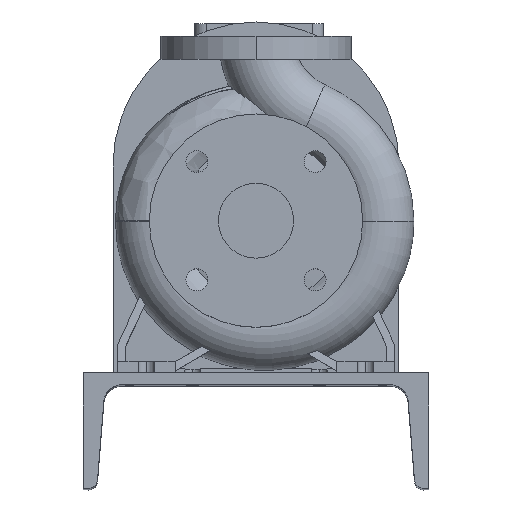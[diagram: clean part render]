
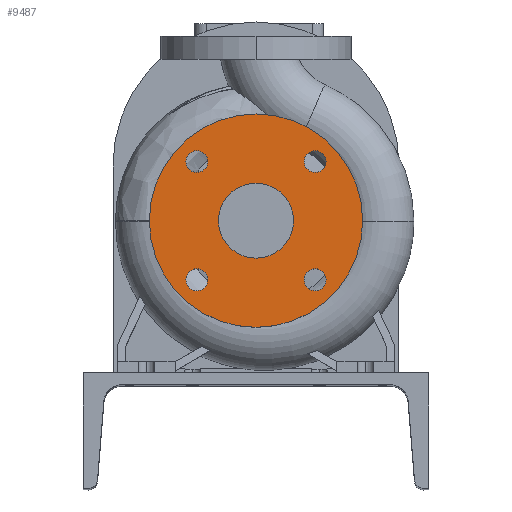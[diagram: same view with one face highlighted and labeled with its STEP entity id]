
A CAD part, top view. The second image highlights one B-rep face of the part: STEP entity #9487.
In plain terms, the highlighted planar face has unit normal (0, 0, 1).
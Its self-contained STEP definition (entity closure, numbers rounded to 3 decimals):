
#42 = VERTEX_POINT ( 'NONE', #15529 ) ;
#97 = AXIS2_PLACEMENT_3D ( 'NONE', #11907, #8930, #10607 ) ;
#130 = CIRCLE ( 'NONE', #18621, 9.5 ) ;
#614 = DIRECTION ( 'NONE',  ( 0., -1., 0. ) ) ;
#650 = CARTESIAN_POINT ( 'NONE',  ( -51.265, -60.765, 100. ) ) ;
#809 = AXIS2_PLACEMENT_3D ( 'NONE', #4291, #8877, #4000 ) ;
#862 = AXIS2_PLACEMENT_3D ( 'NONE', #15560, #9869, #6762 ) ;
#1314 = EDGE_CURVE ( 'NONE', #4821, #16856, #9681, .T. ) ;
#1329 = EDGE_CURVE ( 'NONE', #42, #14185, #5857, .T. ) ;
#1340 = DIRECTION ( 'NONE',  ( 0., 0., 1. ) ) ;
#1453 = ORIENTED_EDGE ( 'NONE', *, *, #9352, .F. ) ;
#1585 = EDGE_CURVE ( 'NONE', #5058, #12472, #130, .T. ) ;
#1616 = CARTESIAN_POINT ( 'NONE',  ( 0., 0., 100. ) ) ;
#1713 = FACE_BOUND ( 'NONE', #11073, .T. ) ;
#1798 = ORIENTED_EDGE ( 'NONE', *, *, #10290, .F. ) ;
#1937 = DIRECTION ( 'NONE',  ( 1., 0., 0. ) ) ;
#2002 = AXIS2_PLACEMENT_3D ( 'NONE', #2113, #8201, #614 ) ;
#2113 = CARTESIAN_POINT ( 'NONE',  ( -51.265, 51.265, 100. ) ) ;
#2190 = CARTESIAN_POINT ( 'NONE',  ( 51.265, -60.765, 100. ) ) ;
#2230 = ORIENTED_EDGE ( 'NONE', *, *, #1585, .F. ) ;
#2424 = EDGE_CURVE ( 'NONE', #12472, #5058, #14174, .T. ) ;
#2833 = DIRECTION ( 'NONE',  ( 0., 0., 1. ) ) ;
#2962 = CARTESIAN_POINT ( 'NONE',  ( 0., 92.5, 100. ) ) ;
#2979 = CIRCLE ( 'NONE', #2002, 9.5 ) ;
#3056 = CIRCLE ( 'NONE', #809, 9.5 ) ;
#3144 = EDGE_CURVE ( 'NONE', #12851, #11902, #3056, .T. ) ;
#3402 = ORIENTED_EDGE ( 'NONE', *, *, #5195, .F. ) ;
#3430 = AXIS2_PLACEMENT_3D ( 'NONE', #10316, #1340, #10417 ) ;
#3610 = DIRECTION ( 'NONE',  ( 0., 1., 0. ) ) ;
#3857 = CARTESIAN_POINT ( 'NONE',  ( 60.765, 51.265, 100. ) ) ;
#4000 = DIRECTION ( 'NONE',  ( 0., -1., 0. ) ) ;
#4291 = CARTESIAN_POINT ( 'NONE',  ( -51.265, 51.265, 100. ) ) ;
#4611 = CARTESIAN_POINT ( 'NONE',  ( -51.265, -51.265, 100. ) ) ;
#4623 = EDGE_CURVE ( 'NONE', #17328, #18556, #19049, .T. ) ;
#4716 = FACE_BOUND ( 'NONE', #9594, .T. ) ;
#4821 = VERTEX_POINT ( 'NONE', #2962 ) ;
#4841 = CARTESIAN_POINT ( 'NONE',  ( -51.265, 60.765, 100. ) ) ;
#4940 = VERTEX_POINT ( 'NONE', #650 ) ;
#5058 = VERTEX_POINT ( 'NONE', #3857 ) ;
#5074 = AXIS2_PLACEMENT_3D ( 'NONE', #1616, #12395, #15684 ) ;
#5106 = FACE_BOUND ( 'NONE', #7512, .T. ) ;
#5195 = EDGE_CURVE ( 'NONE', #4940, #12270, #16512, .T. ) ;
#5579 = AXIS2_PLACEMENT_3D ( 'NONE', #17207, #7820, #1937 ) ;
#5857 = CIRCLE ( 'NONE', #97, 9.5 ) ;
#6375 = CIRCLE ( 'NONE', #18150, 9.5 ) ;
#6725 = CARTESIAN_POINT ( 'NONE',  ( 0., -32.5, 100. ) ) ;
#6762 = DIRECTION ( 'NONE',  ( 0., -1., 0. ) ) ;
#7512 = EDGE_LOOP ( 'NONE', ( #2230, #18089 ) ) ;
#7802 = CARTESIAN_POINT ( 'NONE',  ( 0., 92.5, 100. ) ) ;
#7820 = DIRECTION ( 'NONE',  ( 0., 0., 1. ) ) ;
#7906 = FACE_OUTER_BOUND ( 'NONE', #8235, .T. ) ;
#8001 = PLANE ( 'NONE',  #17842 ) ;
#8201 = DIRECTION ( 'NONE',  ( 0., 0., 1. ) ) ;
#8235 = EDGE_LOOP ( 'NONE', ( #17517, #14345 ) ) ;
#8512 = CARTESIAN_POINT ( 'NONE',  ( 51.265, 51.265, 100. ) ) ;
#8682 = CIRCLE ( 'NONE', #9955, 32.5 ) ;
#8720 = AXIS2_PLACEMENT_3D ( 'NONE', #18097, #18290, #15099 ) ;
#8877 = DIRECTION ( 'NONE',  ( 0., 0., 1. ) ) ;
#8930 = DIRECTION ( 'NONE',  ( 0., 0., 1. ) ) ;
#8994 = EDGE_CURVE ( 'NONE', #16856, #4821, #13684, .T. ) ;
#9352 = EDGE_CURVE ( 'NONE', #12270, #4940, #6375, .T. ) ;
#9487 = ADVANCED_FACE ( 'NONE', ( #4716, #7906, #5106, #10993, #1713, #15598 ), #8001, .F. ) ;
#9594 = EDGE_LOOP ( 'NONE', ( #12029, #1798 ) ) ;
#9681 = CIRCLE ( 'NONE', #8720, 92.5 ) ;
#9813 = DIRECTION ( 'NONE',  ( 0., -1., 0. ) ) ;
#9869 = DIRECTION ( 'NONE',  ( 0., 0., 1. ) ) ;
#9955 = AXIS2_PLACEMENT_3D ( 'NONE', #11988, #12090, #13493 ) ;
#10121 = ORIENTED_EDGE ( 'NONE', *, *, #15068, .F. ) ;
#10290 = EDGE_CURVE ( 'NONE', #18556, #17328, #8682, .T. ) ;
#10316 = CARTESIAN_POINT ( 'NONE',  ( -51.265, -51.265, 100. ) ) ;
#10417 = DIRECTION ( 'NONE',  ( 0., -1., 0. ) ) ;
#10607 = DIRECTION ( 'NONE',  ( 0., -1., 0. ) ) ;
#10694 = DIRECTION ( 'NONE',  ( 0., -1., 0. ) ) ;
#10993 = FACE_BOUND ( 'NONE', #19529, .T. ) ;
#11073 = EDGE_LOOP ( 'NONE', ( #3402, #1453 ) ) ;
#11193 = DIRECTION ( 'NONE',  ( 0., 0., -1. ) ) ;
#11692 = DIRECTION ( 'NONE',  ( 0., 0., 1. ) ) ;
#11816 = EDGE_CURVE ( 'NONE', #11902, #12851, #2979, .T. ) ;
#11902 = VERTEX_POINT ( 'NONE', #16479 ) ;
#11907 = CARTESIAN_POINT ( 'NONE',  ( 51.265, -51.265, 100. ) ) ;
#11988 = CARTESIAN_POINT ( 'NONE',  ( 0., 0., 100. ) ) ;
#12029 = ORIENTED_EDGE ( 'NONE', *, *, #4623, .F. ) ;
#12090 = DIRECTION ( 'NONE',  ( 0., 0., 1. ) ) ;
#12193 = EDGE_LOOP ( 'NONE', ( #10121, #12455 ) ) ;
#12270 = VERTEX_POINT ( 'NONE', #16559 ) ;
#12395 = DIRECTION ( 'NONE',  ( 0., 0., 1. ) ) ;
#12455 = ORIENTED_EDGE ( 'NONE', *, *, #1329, .F. ) ;
#12472 = VERTEX_POINT ( 'NONE', #18335 ) ;
#12598 = CIRCLE ( 'NONE', #18988, 9.5 ) ;
#12851 = VERTEX_POINT ( 'NONE', #4841 ) ;
#13493 = DIRECTION ( 'NONE',  ( 0., -1., 0. ) ) ;
#13684 = CIRCLE ( 'NONE', #5074, 92.5 ) ;
#14174 = CIRCLE ( 'NONE', #5579, 9.5 ) ;
#14185 = VERTEX_POINT ( 'NONE', #2190 ) ;
#14345 = ORIENTED_EDGE ( 'NONE', *, *, #1314, .T. ) ;
#14456 = CARTESIAN_POINT ( 'NONE',  ( 0., -92.5, 100. ) ) ;
#14595 = DIRECTION ( 'NONE',  ( 1., 0., 0. ) ) ;
#14600 = CARTESIAN_POINT ( 'NONE',  ( 51.265, -51.265, 100. ) ) ;
#15068 = EDGE_CURVE ( 'NONE', #14185, #42, #12598, .T. ) ;
#15099 = DIRECTION ( 'NONE',  ( 0., -1., 0. ) ) ;
#15529 = CARTESIAN_POINT ( 'NONE',  ( 51.265, -41.765, 100. ) ) ;
#15560 = CARTESIAN_POINT ( 'NONE',  ( 0., 0., 100. ) ) ;
#15598 = FACE_BOUND ( 'NONE', #12193, .T. ) ;
#15684 = DIRECTION ( 'NONE',  ( 0., -1., 0. ) ) ;
#16006 = DIRECTION ( 'NONE',  ( 0., 0., 1. ) ) ;
#16037 = ORIENTED_EDGE ( 'NONE', *, *, #11816, .F. ) ;
#16479 = CARTESIAN_POINT ( 'NONE',  ( -51.265, 41.765, 100. ) ) ;
#16512 = CIRCLE ( 'NONE', #3430, 9.5 ) ;
#16559 = CARTESIAN_POINT ( 'NONE',  ( -51.265, -41.765, 100. ) ) ;
#16856 = VERTEX_POINT ( 'NONE', #14456 ) ;
#17207 = CARTESIAN_POINT ( 'NONE',  ( 51.265, 51.265, 100. ) ) ;
#17328 = VERTEX_POINT ( 'NONE', #6725 ) ;
#17517 = ORIENTED_EDGE ( 'NONE', *, *, #8994, .T. ) ;
#17842 = AXIS2_PLACEMENT_3D ( 'NONE', #7802, #11193, #3610 ) ;
#18089 = ORIENTED_EDGE ( 'NONE', *, *, #2424, .F. ) ;
#18097 = CARTESIAN_POINT ( 'NONE',  ( 0., 0., 100. ) ) ;
#18150 = AXIS2_PLACEMENT_3D ( 'NONE', #4611, #2833, #10694 ) ;
#18290 = DIRECTION ( 'NONE',  ( 0., 0., 1. ) ) ;
#18335 = CARTESIAN_POINT ( 'NONE',  ( 41.765, 51.265, 100. ) ) ;
#18556 = VERTEX_POINT ( 'NONE', #19134 ) ;
#18621 = AXIS2_PLACEMENT_3D ( 'NONE', #8512, #11692, #14595 ) ;
#18988 = AXIS2_PLACEMENT_3D ( 'NONE', #14600, #16006, #9813 ) ;
#19049 = CIRCLE ( 'NONE', #862, 32.5 ) ;
#19134 = CARTESIAN_POINT ( 'NONE',  ( 0., 32.5, 100. ) ) ;
#19529 = EDGE_LOOP ( 'NONE', ( #16037, #19742 ) ) ;
#19742 = ORIENTED_EDGE ( 'NONE', *, *, #3144, .F. ) ;
